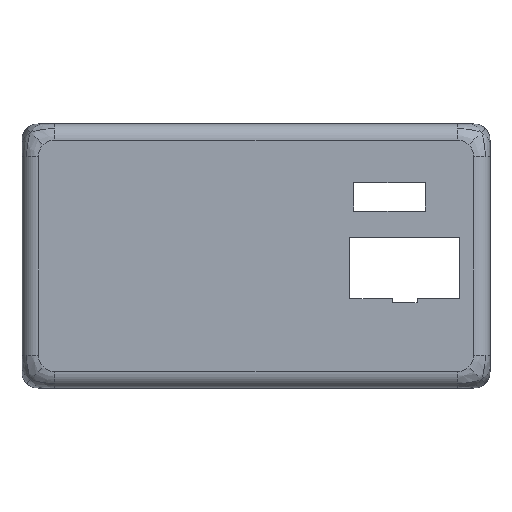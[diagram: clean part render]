
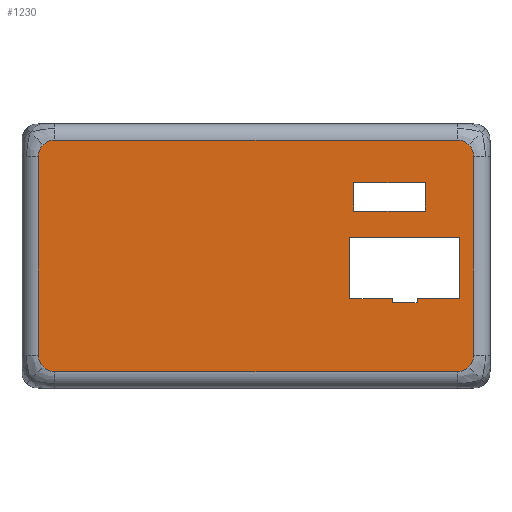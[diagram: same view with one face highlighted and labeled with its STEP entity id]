
A CAD part, top view. The second image highlights one B-rep face of the part: STEP entity #1230.
In plain terms, the highlighted planar face has unit normal (0, 0, 1).
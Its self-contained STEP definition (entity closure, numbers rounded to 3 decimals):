
#25=FACE_BOUND('',#389,.T.);
#26=FACE_BOUND('',#390,.T.);
#39=PLANE('',#1335);
#111=LINE('',#2825,#212);
#117=LINE('',#2918,#218);
#119=LINE('',#2921,#220);
#121=LINE('',#2924,#222);
#129=LINE('',#2941,#230);
#130=LINE('',#2943,#231);
#131=LINE('',#2945,#232);
#132=LINE('',#2946,#233);
#133=LINE('',#2949,#234);
#134=LINE('',#2951,#235);
#135=LINE('',#2953,#236);
#136=LINE('',#2955,#237);
#137=LINE('',#2957,#238);
#138=LINE('',#2959,#239);
#139=LINE('',#2961,#240);
#140=LINE('',#2962,#241);
#212=VECTOR('',#1551,10.);
#218=VECTOR('',#1575,10.);
#220=VECTOR('',#1579,10.);
#222=VECTOR('',#1583,10.);
#230=VECTOR('',#1597,10.);
#231=VECTOR('',#1598,10.);
#232=VECTOR('',#1599,10.);
#233=VECTOR('',#1600,10.);
#234=VECTOR('',#1601,10.);
#235=VECTOR('',#1602,10.);
#236=VECTOR('',#1603,10.);
#237=VECTOR('',#1604,10.);
#238=VECTOR('',#1605,10.);
#239=VECTOR('',#1606,10.);
#240=VECTOR('',#1607,10.);
#241=VECTOR('',#1608,10.);
#319=FACE_OUTER_BOUND('',#388,.T.);
#388=EDGE_LOOP('',(#1030,#1031,#1032,#1033,#1034,#1035,#1036,#1037,#1038,
#1039,#1040,#1041));
#389=EDGE_LOOP('',(#1042,#1043,#1044,#1045));
#390=EDGE_LOOP('',(#1046,#1047,#1048,#1049,#1050,#1051,#1052,#1053));
#418=CIRCLE('',#1262,2.);
#428=CIRCLE('',#1272,2.);
#434=CIRCLE('',#1278,2.);
#437=CIRCLE('',#1281,2.);
#444=CIRCLE('',#1288,2.);
#447=CIRCLE('',#1291,2.);
#463=CIRCLE('',#1323,2.);
#466=CIRCLE('',#1327,2.);
#502=VERTEX_POINT('',#1901);
#503=VERTEX_POINT('',#1908);
#514=VERTEX_POINT('',#2139);
#515=VERTEX_POINT('',#2146);
#522=VERTEX_POINT('',#2285);
#523=VERTEX_POINT('',#2292);
#525=VERTEX_POINT('',#2338);
#534=VERTEX_POINT('',#2523);
#535=VERTEX_POINT('',#2530);
#537=VERTEX_POINT('',#2576);
#588=VERTEX_POINT('',#2863);
#591=VERTEX_POINT('',#2908);
#598=VERTEX_POINT('',#2939);
#599=VERTEX_POINT('',#2940);
#600=VERTEX_POINT('',#2942);
#601=VERTEX_POINT('',#2944);
#602=VERTEX_POINT('',#2947);
#603=VERTEX_POINT('',#2948);
#604=VERTEX_POINT('',#2950);
#605=VERTEX_POINT('',#2952);
#606=VERTEX_POINT('',#2954);
#607=VERTEX_POINT('',#2956);
#608=VERTEX_POINT('',#2958);
#609=VERTEX_POINT('',#2960);
#624=EDGE_CURVE('',#502,#503,#418,.T.);
#640=EDGE_CURVE('',#514,#515,#428,.T.);
#650=EDGE_CURVE('',#522,#523,#434,.T.);
#654=EDGE_CURVE('',#525,#522,#437,.T.);
#666=EDGE_CURVE('',#534,#535,#444,.T.);
#670=EDGE_CURVE('',#537,#534,#447,.T.);
#738=EDGE_CURVE('',#535,#525,#111,.T.);
#741=EDGE_CURVE('',#588,#514,#463,.T.);
#746=EDGE_CURVE('',#591,#502,#466,.T.);
#750=EDGE_CURVE('',#523,#591,#117,.T.);
#752=EDGE_CURVE('',#503,#588,#119,.T.);
#754=EDGE_CURVE('',#515,#537,#121,.T.);
#762=EDGE_CURVE('',#598,#599,#129,.T.);
#763=EDGE_CURVE('',#599,#600,#130,.T.);
#764=EDGE_CURVE('',#600,#601,#131,.T.);
#765=EDGE_CURVE('',#601,#598,#132,.T.);
#766=EDGE_CURVE('',#602,#603,#133,.T.);
#767=EDGE_CURVE('',#603,#604,#134,.T.);
#768=EDGE_CURVE('',#604,#605,#135,.T.);
#769=EDGE_CURVE('',#605,#606,#136,.T.);
#770=EDGE_CURVE('',#606,#607,#137,.T.);
#771=EDGE_CURVE('',#607,#608,#138,.T.);
#772=EDGE_CURVE('',#608,#609,#139,.T.);
#773=EDGE_CURVE('',#609,#602,#140,.T.);
#1030=ORIENTED_EDGE('',*,*,#746,.F.);
#1031=ORIENTED_EDGE('',*,*,#750,.F.);
#1032=ORIENTED_EDGE('',*,*,#650,.F.);
#1033=ORIENTED_EDGE('',*,*,#654,.F.);
#1034=ORIENTED_EDGE('',*,*,#738,.F.);
#1035=ORIENTED_EDGE('',*,*,#666,.F.);
#1036=ORIENTED_EDGE('',*,*,#670,.F.);
#1037=ORIENTED_EDGE('',*,*,#754,.F.);
#1038=ORIENTED_EDGE('',*,*,#640,.F.);
#1039=ORIENTED_EDGE('',*,*,#741,.F.);
#1040=ORIENTED_EDGE('',*,*,#752,.F.);
#1041=ORIENTED_EDGE('',*,*,#624,.F.);
#1042=ORIENTED_EDGE('',*,*,#762,.T.);
#1043=ORIENTED_EDGE('',*,*,#763,.T.);
#1044=ORIENTED_EDGE('',*,*,#764,.T.);
#1045=ORIENTED_EDGE('',*,*,#765,.T.);
#1046=ORIENTED_EDGE('',*,*,#766,.T.);
#1047=ORIENTED_EDGE('',*,*,#767,.T.);
#1048=ORIENTED_EDGE('',*,*,#768,.T.);
#1049=ORIENTED_EDGE('',*,*,#769,.T.);
#1050=ORIENTED_EDGE('',*,*,#770,.T.);
#1051=ORIENTED_EDGE('',*,*,#771,.T.);
#1052=ORIENTED_EDGE('',*,*,#772,.T.);
#1053=ORIENTED_EDGE('',*,*,#773,.T.);
#1230=ADVANCED_FACE('',(#319,#25,#26),#39,.T.);
#1262=AXIS2_PLACEMENT_3D('',#1909,#1379,#1380);
#1272=AXIS2_PLACEMENT_3D('',#2147,#1399,#1400);
#1278=AXIS2_PLACEMENT_3D('',#2293,#1411,#1412);
#1281=AXIS2_PLACEMENT_3D('',#2340,#1417,#1418);
#1288=AXIS2_PLACEMENT_3D('',#2531,#1431,#1432);
#1291=AXIS2_PLACEMENT_3D('',#2578,#1437,#1438);
#1323=AXIS2_PLACEMENT_3D('',#2865,#1555,#1556);
#1327=AXIS2_PLACEMENT_3D('',#2910,#1565,#1566);
#1335=AXIS2_PLACEMENT_3D('',#2938,#1595,#1596);
#1379=DIRECTION('center_axis',(0.,0.,-1.));
#1380=DIRECTION('ref_axis',(-0.707,0.707,0.));
#1399=DIRECTION('center_axis',(0.,0.,-1.));
#1400=DIRECTION('ref_axis',(0.707,0.707,0.));
#1411=DIRECTION('center_axis',(0.,0.,-1.));
#1412=DIRECTION('ref_axis',(-0.707,-0.707,0.));
#1417=DIRECTION('center_axis',(0.,0.,-1.));
#1418=DIRECTION('ref_axis',(-0.707,-0.707,0.));
#1431=DIRECTION('center_axis',(0.,0.,-1.));
#1432=DIRECTION('ref_axis',(0.707,-0.707,0.));
#1437=DIRECTION('center_axis',(0.,0.,-1.));
#1438=DIRECTION('ref_axis',(0.707,-0.707,0.));
#1551=DIRECTION('',(-1.,0.,0.));
#1555=DIRECTION('center_axis',(0.,0.,-1.));
#1556=DIRECTION('ref_axis',(0.707,0.707,0.));
#1565=DIRECTION('center_axis',(0.,0.,-1.));
#1566=DIRECTION('ref_axis',(-0.707,0.707,0.));
#1575=DIRECTION('',(0.,1.,0.));
#1579=DIRECTION('',(1.,0.,0.));
#1583=DIRECTION('',(0.,-1.,0.));
#1595=DIRECTION('center_axis',(0.,0.,1.));
#1596=DIRECTION('ref_axis',(1.,0.,0.));
#1597=DIRECTION('',(0.,-1.,0.));
#1598=DIRECTION('',(-1.,0.,0.));
#1599=DIRECTION('',(0.,1.,0.));
#1600=DIRECTION('',(1.,0.,0.));
#1601=DIRECTION('',(0.,1.,0.));
#1602=DIRECTION('',(1.,0.,0.));
#1603=DIRECTION('',(0.,-1.,0.));
#1604=DIRECTION('',(-1.,0.,0.));
#1605=DIRECTION('',(0.,-1.,0.));
#1606=DIRECTION('',(-1.,0.,0.));
#1607=DIRECTION('',(0.,1.,0.));
#1608=DIRECTION('',(-1.,0.,0.));
#1901=CARTESIAN_POINT('',(-26.114,13.614,7.2));
#1908=CARTESIAN_POINT('',(-24.7,14.2,7.2));
#1909=CARTESIAN_POINT('Origin',(-24.7,12.2,7.2));
#2139=CARTESIAN_POINT('',(26.114,13.614,7.2));
#2146=CARTESIAN_POINT('',(26.7,12.2,7.2));
#2147=CARTESIAN_POINT('Origin',(24.7,12.2,7.2));
#2285=CARTESIAN_POINT('',(-26.114,-13.614,7.2));
#2292=CARTESIAN_POINT('',(-26.7,-12.2,7.2));
#2293=CARTESIAN_POINT('Origin',(-24.7,-12.2,7.2));
#2338=CARTESIAN_POINT('',(-24.7,-14.2,7.2));
#2340=CARTESIAN_POINT('Origin',(-24.7,-12.2,7.2));
#2523=CARTESIAN_POINT('',(26.114,-13.614,7.2));
#2530=CARTESIAN_POINT('',(24.7,-14.2,7.2));
#2531=CARTESIAN_POINT('Origin',(24.7,-12.2,7.2));
#2576=CARTESIAN_POINT('',(26.7,-12.2,7.2));
#2578=CARTESIAN_POINT('Origin',(24.7,-12.2,7.2));
#2825=CARTESIAN_POINT('',(-14.35,-14.2,7.2));
#2863=CARTESIAN_POINT('',(24.7,14.2,7.2));
#2865=CARTESIAN_POINT('Origin',(24.7,12.2,7.2));
#2908=CARTESIAN_POINT('',(-26.7,12.2,7.2));
#2910=CARTESIAN_POINT('Origin',(-24.7,12.2,7.2));
#2918=CARTESIAN_POINT('',(-26.7,8.1,7.2));
#2921=CARTESIAN_POINT('',(14.35,14.2,7.2));
#2924=CARTESIAN_POINT('',(26.7,-8.1,7.2));
#2938=CARTESIAN_POINT('Origin',(0.,0.,
7.2));
#2939=CARTESIAN_POINT('',(20.75,9.,7.2));
#2940=CARTESIAN_POINT('',(20.75,5.5,7.2));
#2941=CARTESIAN_POINT('',(20.75,5.5,7.2));
#2942=CARTESIAN_POINT('',(12.,5.5,7.2));
#2943=CARTESIAN_POINT('',(12.,5.5,7.2));
#2944=CARTESIAN_POINT('',(12.,9.,7.2));
#2945=CARTESIAN_POINT('',(12.,9.,7.2));
#2946=CARTESIAN_POINT('',(20.75,9.,7.2));
#2947=CARTESIAN_POINT('',(11.5,-5.25,7.2));
#2948=CARTESIAN_POINT('',(11.5,2.25,7.2));
#2949=CARTESIAN_POINT('',(11.5,2.25,7.2));
#2950=CARTESIAN_POINT('',(25.,2.25,7.2));
#2951=CARTESIAN_POINT('',(25.,2.25,7.2));
#2952=CARTESIAN_POINT('',(25.,-5.25,7.2));
#2953=CARTESIAN_POINT('',(25.,-5.25,7.2));
#2954=CARTESIAN_POINT('',(19.75,-5.25,7.2));
#2955=CARTESIAN_POINT('',(19.75,-5.25,7.2));
#2956=CARTESIAN_POINT('',(19.75,-5.75,7.2));
#2957=CARTESIAN_POINT('',(19.75,-5.75,7.2));
#2958=CARTESIAN_POINT('',(16.75,-5.75,7.2));
#2959=CARTESIAN_POINT('',(16.75,-5.75,7.2));
#2960=CARTESIAN_POINT('',(16.75,-5.25,7.2));
#2961=CARTESIAN_POINT('',(16.75,-5.25,7.2));
#2962=CARTESIAN_POINT('',(11.5,-5.25,7.2));
